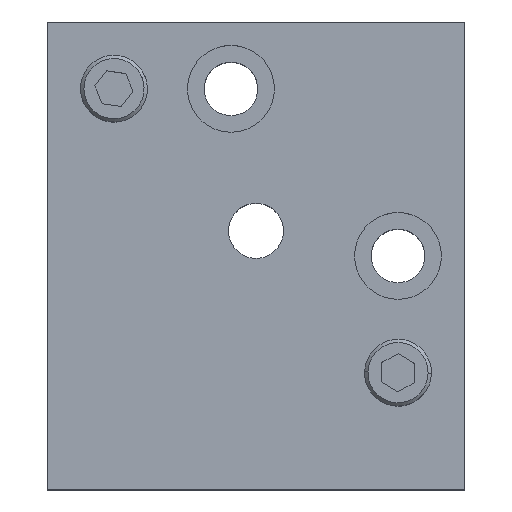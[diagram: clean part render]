
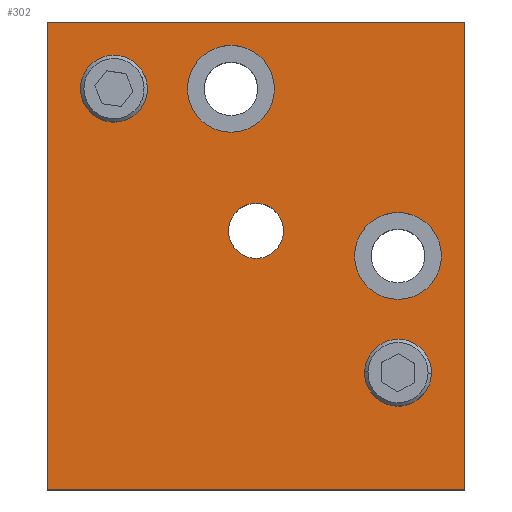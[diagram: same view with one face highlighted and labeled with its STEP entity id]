
A CAD part, top view. The second image highlights one B-rep face of the part: STEP entity #302.
In plain terms, the highlighted planar face has unit normal (0, 0, 1).
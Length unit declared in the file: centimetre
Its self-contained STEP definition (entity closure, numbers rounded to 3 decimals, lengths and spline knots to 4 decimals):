
#42 = CIRCLE ( 'NONE', #2003, 0.26 ) ;
#43 = CIRCLE ( 'NONE', #2002, 0.26 ) ;
#52 = CIRCLE ( 'NONE', #2012, 0.2 ) ;
#53 = CIRCLE ( 'NONE', #1979, 0.165 ) ;
#58 = CIRCLE ( 'NONE', #1975, 0.26 ) ;
#89 = CIRCLE ( 'NONE', #2007, 0.2 ) ;
#93 = CIRCLE ( 'NONE', #2004, 0.165 ) ;
#140 = EDGE_CURVE ( 'NONE', #580, #573, #3989, .T. ) ;
#183 = EDGE_CURVE ( 'NONE', #633, #634, #4063, .T. ) ;
#187 = EDGE_CURVE ( 'NONE', #637, #638, #58, .T. ) ;
#191 = EDGE_CURVE ( 'NONE', #641, #642, #53, .T. ) ;
#215 = EDGE_CURVE ( 'NONE', #634, #633, #43, .T. ) ;
#216 = EDGE_CURVE ( 'NONE', #638, #637, #42, .T. ) ;
#217 = EDGE_CURVE ( 'NONE', #642, #641, #93, .T. ) ;
#218 = EDGE_CURVE ( 'NONE', #656, #657, #1535, .T. ) ;
#219 = EDGE_CURVE ( 'NONE', #655, #656, #1538, .T. ) ;
#220 = EDGE_CURVE ( 'NONE', #657, #658, #1541, .T. ) ;
#221 = EDGE_CURVE ( 'NONE', #658, #655, #1544, .T. ) ;
#222 = EDGE_CURVE ( 'NONE', #593, #592, #89, .T. ) ;
#223 = EDGE_CURVE ( 'NONE', #573, #580, #52, .T. ) ;
#302 = ADVANCED_FACE ( 'NONE', ( #2139, #2144, #2146, #2148, #2150, #2151 ), #2249, .T. ) ;
#529 = AXIS2_PLACEMENT_3D ( 'NONE', #1300, #1301, #1302 ) ;
#573 = VERTEX_POINT ( 'NONE', #2932 ) ;
#580 = VERTEX_POINT ( 'NONE', #2942 ) ;
#592 = VERTEX_POINT ( 'NONE', #2954 ) ;
#593 = VERTEX_POINT ( 'NONE', #2955 ) ;
#633 = VERTEX_POINT ( 'NONE', #2995 ) ;
#634 = VERTEX_POINT ( 'NONE', #2996 ) ;
#637 = VERTEX_POINT ( 'NONE', #2999 ) ;
#638 = VERTEX_POINT ( 'NONE', #3000 ) ;
#641 = VERTEX_POINT ( 'NONE', #3003 ) ;
#642 = VERTEX_POINT ( 'NONE', #3004 ) ;
#655 = VERTEX_POINT ( 'NONE', #3017 ) ;
#656 = VERTEX_POINT ( 'NONE', #3018 ) ;
#657 = VERTEX_POINT ( 'NONE', #3019 ) ;
#658 = VERTEX_POINT ( 'NONE', #3020 ) ;
#811 = EDGE_LOOP ( 'NONE', ( #1812, #1814 ) ) ;
#812 = EDGE_LOOP ( 'NONE', ( #1811, #1816 ) ) ;
#813 = EDGE_LOOP ( 'NONE', ( #1813, #1817 ) ) ;
#814 = EDGE_LOOP ( 'NONE', ( #1815, #1819, #1818, #1820 ) ) ;
#815 = EDGE_LOOP ( 'NONE', ( #1823, #1822 ) ) ;
#816 = EDGE_LOOP ( 'NONE', ( #1825, #1824 ) ) ;
#1300 = CARTESIAN_POINT ( 'NONE',  ( -0.85, 0.85, 0. ) ) ;
#1301 = DIRECTION ( 'NONE',  ( 0., 0., 1. ) ) ;
#1302 = DIRECTION ( 'NONE',  ( 1., 0., 0. ) ) ;
#1429 = CARTESIAN_POINT ( 'NONE',  ( 0.85, -0.15, 0. ) ) ;
#1430 = DIRECTION ( 'NONE',  ( 0., 0., 1. ) ) ;
#1431 = DIRECTION ( 'NONE',  ( 1., 0., 0. ) ) ;
#1441 = CARTESIAN_POINT ( 'NONE',  ( -0.15, 0.85, 0. ) ) ;
#1442 = DIRECTION ( 'NONE',  ( 0., 0., 1. ) ) ;
#1443 = DIRECTION ( 'NONE',  ( 1., 0., 0. ) ) ;
#1453 = CARTESIAN_POINT ( 'NONE',  ( 0., 0., 0. ) ) ;
#1454 = DIRECTION ( 'NONE',  ( 0., 0., 1. ) ) ;
#1455 = DIRECTION ( 'NONE',  ( 1., 0., 0. ) ) ;
#1525 = CARTESIAN_POINT ( 'NONE',  ( 0.85, -0.15, 0. ) ) ;
#1526 = DIRECTION ( 'NONE',  ( 0., 0., 1. ) ) ;
#1527 = DIRECTION ( 'NONE',  ( 1., 0., 0. ) ) ;
#1528 = CARTESIAN_POINT ( 'NONE',  ( -0.15, 0.85, 0. ) ) ;
#1529 = DIRECTION ( 'NONE',  ( 0., 0., 1. ) ) ;
#1530 = DIRECTION ( 'NONE',  ( 1., 0., 0. ) ) ;
#1531 = CARTESIAN_POINT ( 'NONE',  ( 0., 0., 0. ) ) ;
#1532 = DIRECTION ( 'NONE',  ( 0., 0., 1. ) ) ;
#1533 = DIRECTION ( 'NONE',  ( 1., 0., 0. ) ) ;
#1534 = CARTESIAN_POINT ( 'NONE',  ( 0.85, -0.85, 0. ) ) ;
#1535 = LINE ( 'NONE', #1536, #2008 ) ;
#1536 = CARTESIAN_POINT ( 'NONE',  ( -1.25, -1.55, 0. ) ) ;
#1537 = DIRECTION ( 'NONE',  ( 1., 0., 0. ) ) ;
#1538 = LINE ( 'NONE', #1539, #2009 ) ;
#1539 = CARTESIAN_POINT ( 'NONE',  ( -1.25, 1.25, 0. ) ) ;
#1540 = DIRECTION ( 'NONE',  ( 0., -1., 0. ) ) ;
#1541 = LINE ( 'NONE', #1542, #2010 ) ;
#1542 = CARTESIAN_POINT ( 'NONE',  ( 1.25, 1.25, 0. ) ) ;
#1543 = DIRECTION ( 'NONE',  ( 0., 1., 0. ) ) ;
#1544 = LINE ( 'NONE', #1545, #2011 ) ;
#1545 = CARTESIAN_POINT ( 'NONE',  ( -1.25, 1.25, 0. ) ) ;
#1546 = DIRECTION ( 'NONE',  ( -1., 0., 0. ) ) ;
#1547 = DIRECTION ( 'NONE',  ( 0., 0., 1. ) ) ;
#1548 = DIRECTION ( 'NONE',  ( 1., 0., 0. ) ) ;
#1549 = CARTESIAN_POINT ( 'NONE',  ( -0.85, 0.85, 0. ) ) ;
#1550 = DIRECTION ( 'NONE',  ( 0., 0., 1. ) ) ;
#1551 = DIRECTION ( 'NONE',  ( 1., 0., 0. ) ) ;
#1811 = ORIENTED_EDGE ( 'NONE', *, *, #216, .F. ) ;
#1812 = ORIENTED_EDGE ( 'NONE', *, *, #215, .F. ) ;
#1813 = ORIENTED_EDGE ( 'NONE', *, *, #217, .F. ) ;
#1814 = ORIENTED_EDGE ( 'NONE', *, *, #183, .F. ) ;
#1815 = ORIENTED_EDGE ( 'NONE', *, *, #219, .T. ) ;
#1816 = ORIENTED_EDGE ( 'NONE', *, *, #187, .F. ) ;
#1817 = ORIENTED_EDGE ( 'NONE', *, *, #191, .F. ) ;
#1818 = ORIENTED_EDGE ( 'NONE', *, *, #220, .T. ) ;
#1819 = ORIENTED_EDGE ( 'NONE', *, *, #218, .T. ) ;
#1820 = ORIENTED_EDGE ( 'NONE', *, *, #221, .T. ) ;
#1822 = ORIENTED_EDGE ( 'NONE', *, *, #222, .F. ) ;
#1823 = ORIENTED_EDGE ( 'NONE', *, *, #4023, .F. ) ;
#1824 = ORIENTED_EDGE ( 'NONE', *, *, #223, .F. ) ;
#1825 = ORIENTED_EDGE ( 'NONE', *, *, #140, .F. ) ;
#1970 = AXIS2_PLACEMENT_3D ( 'NONE', #1429, #1430, #1431 ) ;
#1975 = AXIS2_PLACEMENT_3D ( 'NONE', #1441, #1442, #1443 ) ;
#1979 = AXIS2_PLACEMENT_3D ( 'NONE', #1453, #1454, #1455 ) ;
#2002 = AXIS2_PLACEMENT_3D ( 'NONE', #1525, #1526, #1527 ) ;
#2003 = AXIS2_PLACEMENT_3D ( 'NONE', #1528, #1529, #1530 ) ;
#2004 = AXIS2_PLACEMENT_3D ( 'NONE', #1531, #1532, #1533 ) ;
#2007 = AXIS2_PLACEMENT_3D ( 'NONE', #1534, #1547, #1548 ) ;
#2008 = VECTOR ( 'NONE', #1537, 100. ) ;
#2009 = VECTOR ( 'NONE', #1540, 100. ) ;
#2010 = VECTOR ( 'NONE', #1543, 100. ) ;
#2011 = VECTOR ( 'NONE', #1546, 100. ) ;
#2012 = AXIS2_PLACEMENT_3D ( 'NONE', #1549, #1550, #1551 ) ;
#2139 = FACE_BOUND ( 'NONE', #811, .T. ) ;
#2144 = FACE_BOUND ( 'NONE', #812, .T. ) ;
#2145 = AXIS2_PLACEMENT_3D ( 'NONE', #2250, #2251, #2252 ) ;
#2146 = FACE_BOUND ( 'NONE', #813, .T. ) ;
#2148 = FACE_OUTER_BOUND ( 'NONE', #814, .T. ) ;
#2150 = FACE_BOUND ( 'NONE', #815, .T. ) ;
#2151 = FACE_BOUND ( 'NONE', #816, .T. ) ;
#2249 = PLANE ( 'NONE',  #2145 ) ;
#2250 = CARTESIAN_POINT ( 'NONE',  ( -1.25, -1.55, 0. ) ) ;
#2251 = DIRECTION ( 'NONE',  ( 0., 0., 1. ) ) ;
#2252 = DIRECTION ( 'NONE',  ( 1., 0., 0. ) ) ;
#2932 = CARTESIAN_POINT ( 'NONE',  ( -1.0359, 0.7761, 0. ) ) ;
#2942 = CARTESIAN_POINT ( 'NONE',  ( -0.6641, 0.9239, 0. ) ) ;
#2954 = CARTESIAN_POINT ( 'NONE',  ( 1.0499, -0.8566, 0. ) ) ;
#2955 = CARTESIAN_POINT ( 'NONE',  ( 0.6501, -0.8434, 0. ) ) ;
#2995 = CARTESIAN_POINT ( 'NONE',  ( 0.59, -0.15, 0. ) ) ;
#2996 = CARTESIAN_POINT ( 'NONE',  ( 1.11, -0.15, 0. ) ) ;
#2999 = CARTESIAN_POINT ( 'NONE',  ( -0.41, 0.85, 0. ) ) ;
#3000 = CARTESIAN_POINT ( 'NONE',  ( 0.11, 0.85, 0. ) ) ;
#3003 = CARTESIAN_POINT ( 'NONE',  ( -0.165, 0., 0. ) ) ;
#3004 = CARTESIAN_POINT ( 'NONE',  ( 0.165, 0., 0. ) ) ;
#3017 = CARTESIAN_POINT ( 'NONE',  ( -1.25, 1.25, 0. ) ) ;
#3018 = CARTESIAN_POINT ( 'NONE',  ( -1.25, -1.55, 0. ) ) ;
#3019 = CARTESIAN_POINT ( 'NONE',  ( 1.25, -1.55, 0. ) ) ;
#3020 = CARTESIAN_POINT ( 'NONE',  ( 1.25, 1.25, 0. ) ) ;
#3271 = CARTESIAN_POINT ( 'NONE',  ( 0.85, -0.85, 0. ) ) ;
#3272 = DIRECTION ( 'NONE',  ( 0., 0., 1. ) ) ;
#3273 = DIRECTION ( 'NONE',  ( 1., 0., 0. ) ) ;
#3712 = AXIS2_PLACEMENT_3D ( 'NONE', #3271, #3272, #3273 ) ;
#3831 = CIRCLE ( 'NONE', #3712, 0.2 ) ;
#3989 = CIRCLE ( 'NONE', #529, 0.2 ) ;
#4023 = EDGE_CURVE ( 'NONE', #592, #593, #3831, .T. ) ;
#4063 = CIRCLE ( 'NONE', #1970, 0.26 ) ;
